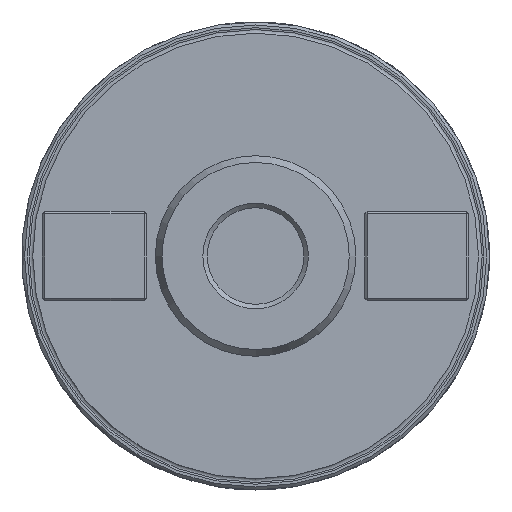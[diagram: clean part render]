
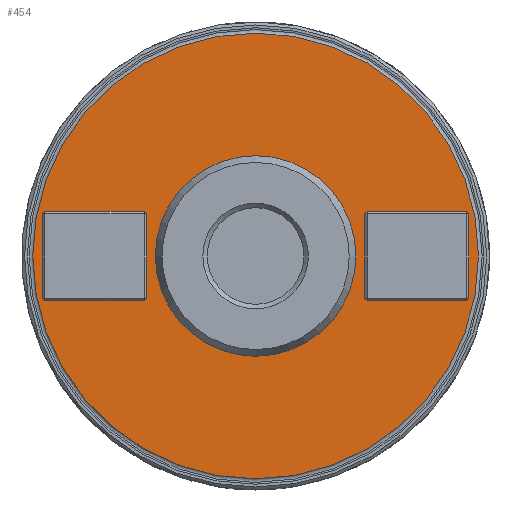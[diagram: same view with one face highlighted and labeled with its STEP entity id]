
A CAD part, left-side view. The second image highlights one B-rep face of the part: STEP entity #454.
In plain terms, the highlighted planar face has unit normal (-1, 0, 0).
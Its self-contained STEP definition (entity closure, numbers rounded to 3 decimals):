
#127=LINE('',#2465,#253);
#128=LINE('',#2468,#254);
#129=LINE('',#2470,#255);
#130=LINE('',#2472,#256);
#131=LINE('',#2474,#257);
#132=LINE('',#2476,#258);
#133=LINE('',#2478,#259);
#134=LINE('',#2480,#260);
#135=LINE('',#2481,#261);
#136=LINE('',#2484,#262);
#137=LINE('',#2486,#263);
#138=LINE('',#2488,#264);
#139=LINE('',#2490,#265);
#140=LINE('',#2492,#266);
#141=LINE('',#2494,#267);
#142=LINE('',#2496,#268);
#253=VECTOR('',#1988,1.);
#254=VECTOR('',#1989,1.);
#255=VECTOR('',#1990,1.);
#256=VECTOR('',#1991,1.);
#257=VECTOR('',#1992,1.);
#258=VECTOR('',#1993,1.);
#259=VECTOR('',#1994,1.);
#260=VECTOR('',#1995,1.);
#261=VECTOR('',#1996,1.);
#262=VECTOR('',#1997,1.);
#263=VECTOR('',#1998,1.);
#264=VECTOR('',#1999,1.);
#265=VECTOR('',#2000,1.);
#266=VECTOR('',#2001,1.);
#267=VECTOR('',#2002,1.);
#268=VECTOR('',#2003,1.);
#402=FACE_BOUND('',#713,.T.);
#403=FACE_BOUND('',#714,.T.);
#404=FACE_BOUND('',#715,.T.);
#405=FACE_BOUND('',#716,.T.);
#454=ADVANCED_FACE('',(#402,#403,#404,#405),#565,.F.);
#565=PLANE('',#1806);
#713=EDGE_LOOP('',(#851,#852,#853,#854,#855,#856,#857,#858));
#714=EDGE_LOOP('',(#859,#860,#861,#862,#863,#864,#865,#866));
#715=EDGE_LOOP('',(#867));
#716=EDGE_LOOP('',(#868));
#851=ORIENTED_EDGE('',*,*,#1500,.T.);
#852=ORIENTED_EDGE('',*,*,#1501,.T.);
#853=ORIENTED_EDGE('',*,*,#1502,.T.);
#854=ORIENTED_EDGE('',*,*,#1503,.T.);
#855=ORIENTED_EDGE('',*,*,#1504,.T.);
#856=ORIENTED_EDGE('',*,*,#1505,.T.);
#857=ORIENTED_EDGE('',*,*,#1506,.T.);
#858=ORIENTED_EDGE('',*,*,#1507,.T.);
#859=ORIENTED_EDGE('',*,*,#1508,.T.);
#860=ORIENTED_EDGE('',*,*,#1509,.T.);
#861=ORIENTED_EDGE('',*,*,#1510,.T.);
#862=ORIENTED_EDGE('',*,*,#1511,.T.);
#863=ORIENTED_EDGE('',*,*,#1512,.T.);
#864=ORIENTED_EDGE('',*,*,#1513,.T.);
#865=ORIENTED_EDGE('',*,*,#1514,.T.);
#866=ORIENTED_EDGE('',*,*,#1515,.T.);
#867=ORIENTED_EDGE('',*,*,#1499,.F.);
#868=ORIENTED_EDGE('',*,*,#1516,.F.);
#1338=VERTEX_POINT('',#2463);
#1339=VERTEX_POINT('',#2466);
#1340=VERTEX_POINT('',#2467);
#1341=VERTEX_POINT('',#2469);
#1342=VERTEX_POINT('',#2471);
#1343=VERTEX_POINT('',#2473);
#1344=VERTEX_POINT('',#2475);
#1345=VERTEX_POINT('',#2477);
#1346=VERTEX_POINT('',#2479);
#1347=VERTEX_POINT('',#2482);
#1348=VERTEX_POINT('',#2483);
#1349=VERTEX_POINT('',#2485);
#1350=VERTEX_POINT('',#2487);
#1351=VERTEX_POINT('',#2489);
#1352=VERTEX_POINT('',#2491);
#1353=VERTEX_POINT('',#2493);
#1354=VERTEX_POINT('',#2495);
#1355=VERTEX_POINT('',#2498);
#1499=EDGE_CURVE('',#1338,#1338,#1743,.T.);
#1500=EDGE_CURVE('',#1339,#1340,#127,.T.);
#1501=EDGE_CURVE('',#1340,#1341,#128,.T.);
#1502=EDGE_CURVE('',#1341,#1342,#129,.T.);
#1503=EDGE_CURVE('',#1342,#1343,#130,.T.);
#1504=EDGE_CURVE('',#1343,#1344,#131,.T.);
#1505=EDGE_CURVE('',#1344,#1345,#132,.T.);
#1506=EDGE_CURVE('',#1345,#1346,#133,.T.);
#1507=EDGE_CURVE('',#1346,#1339,#134,.T.);
#1508=EDGE_CURVE('',#1347,#1348,#135,.T.);
#1509=EDGE_CURVE('',#1348,#1349,#136,.T.);
#1510=EDGE_CURVE('',#1349,#1350,#137,.T.);
#1511=EDGE_CURVE('',#1350,#1351,#138,.T.);
#1512=EDGE_CURVE('',#1351,#1352,#139,.T.);
#1513=EDGE_CURVE('',#1352,#1353,#140,.T.);
#1514=EDGE_CURVE('',#1353,#1354,#141,.T.);
#1515=EDGE_CURVE('',#1354,#1347,#142,.T.);
#1516=EDGE_CURVE('',#1355,#1355,#1744,.T.);
#1743=CIRCLE('',#1803,30.);
#1744=CIRCLE('',#1805,13.5);
#1803=AXIS2_PLACEMENT_3D('',#2462,#1984,#1985);
#1805=AXIS2_PLACEMENT_3D('',#2497,#2004,#2005);
#1806=AXIS2_PLACEMENT_3D('',#2499,#2006,#2007);
#1984=DIRECTION('',(1.,0.,0.));
#1985=DIRECTION('',(0.,0.,-1.));
#1988=DIRECTION('',(0.,1.,0.));
#1989=DIRECTION('',(0.,0.707,0.707));
#1990=DIRECTION('',(0.,0.,1.));
#1991=DIRECTION('',(0.,-0.707,0.707));
#1992=DIRECTION('',(0.,-1.,0.));
#1993=DIRECTION('',(0.,-0.707,-0.707));
#1994=DIRECTION('',(0.,0.,-1.));
#1995=DIRECTION('',(0.,0.707,-0.707));
#1996=DIRECTION('',(0.,-1.,0.));
#1997=DIRECTION('',(0.,-0.707,-0.707));
#1998=DIRECTION('',(0.,0.,-1.));
#1999=DIRECTION('',(0.,0.707,-0.707));
#2000=DIRECTION('',(0.,1.,0.));
#2001=DIRECTION('',(0.,0.707,0.707));
#2002=DIRECTION('',(0.,0.,1.));
#2003=DIRECTION('',(0.,-0.707,0.707));
#2004=DIRECTION('',(-1.,0.,0.));
#2005=DIRECTION('',(0.,0.,-1.));
#2006=DIRECTION('',(1.,0.,0.));
#2007=DIRECTION('',(0.,0.,-1.));
#2462=CARTESIAN_POINT('',(21.5,0.,0.));
#2463=CARTESIAN_POINT('',(21.5,0.,-30.));
#2465=CARTESIAN_POINT('',(21.5,15.275,-6.));
#2466=CARTESIAN_POINT('',(21.5,15.,-6.));
#2467=CARTESIAN_POINT('',(21.5,28.4,-6.));
#2468=CARTESIAN_POINT('',(21.5,24.837,-9.563));
#2469=CARTESIAN_POINT('',(21.5,28.7,-5.7));
#2470=CARTESIAN_POINT('',(21.5,28.7,0.));
#2471=CARTESIAN_POINT('',(21.5,28.7,5.7));
#2472=CARTESIAN_POINT('',(21.5,24.837,9.563));
#2473=CARTESIAN_POINT('',(21.5,28.4,6.));
#2474=CARTESIAN_POINT('',(21.5,15.275,6.));
#2475=CARTESIAN_POINT('',(21.5,15.,6.));
#2476=CARTESIAN_POINT('',(21.5,12.137,3.137));
#2477=CARTESIAN_POINT('',(21.5,14.7,5.7));
#2478=CARTESIAN_POINT('',(21.5,14.7,0.));
#2479=CARTESIAN_POINT('',(21.5,14.7,-5.7));
#2480=CARTESIAN_POINT('',(21.5,12.137,-3.137));
#2481=CARTESIAN_POINT('',(21.5,15.275,6.));
#2482=CARTESIAN_POINT('',(21.5,-15.,6.));
#2483=CARTESIAN_POINT('',(21.5,-28.4,6.));
#2484=CARTESIAN_POINT('',(21.5,-9.563,24.837));
#2485=CARTESIAN_POINT('',(21.5,-28.7,5.7));
#2486=CARTESIAN_POINT('',(21.5,-28.7,0.));
#2487=CARTESIAN_POINT('',(21.5,-28.7,-5.7));
#2488=CARTESIAN_POINT('',(21.5,-9.563,-24.837));
#2489=CARTESIAN_POINT('',(21.5,-28.4,-6.));
#2490=CARTESIAN_POINT('',(21.5,15.275,-6.));
#2491=CARTESIAN_POINT('',(21.5,-15.,-6.));
#2492=CARTESIAN_POINT('',(21.5,3.137,12.137));
#2493=CARTESIAN_POINT('',(21.5,-14.7,-5.7));
#2494=CARTESIAN_POINT('',(21.5,-14.7,0.));
#2495=CARTESIAN_POINT('',(21.5,-14.7,5.7));
#2496=CARTESIAN_POINT('',(21.5,3.137,-12.137));
#2497=CARTESIAN_POINT('',(21.5,0.,0.));
#2498=CARTESIAN_POINT('',(21.5,0.,-13.5));
#2499=CARTESIAN_POINT('',(21.5,15.275,0.));
